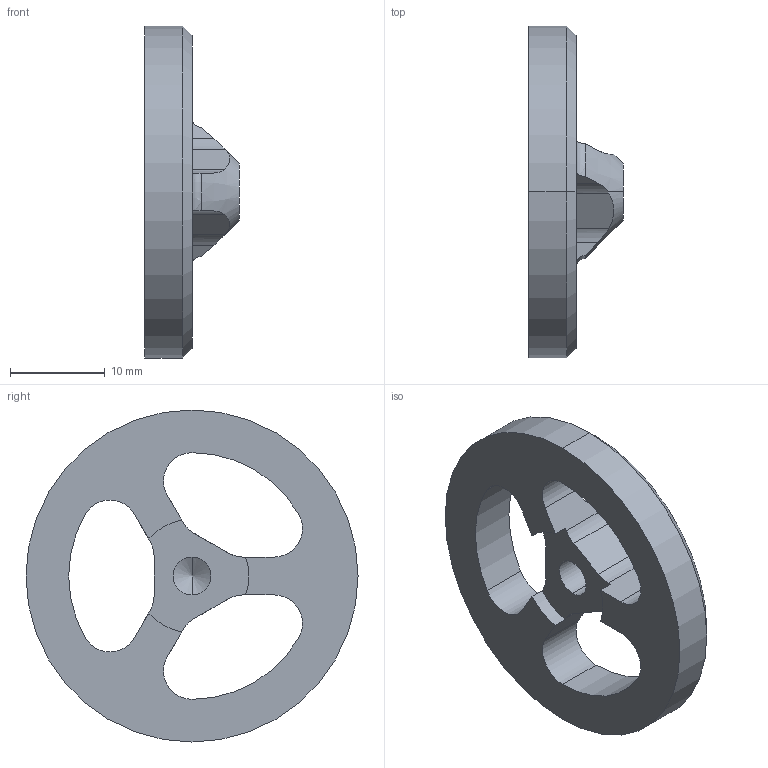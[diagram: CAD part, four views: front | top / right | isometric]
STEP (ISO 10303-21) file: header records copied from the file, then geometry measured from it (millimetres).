
FILE_DESCRIPTION (( 'STEP AP214' ), '1' );
FILE_NAME ('2020-015.STEP', '2020-04-06T12:53:55', ( '' ), ( '' ), 'SwSTEP 2.0', 'SolidWorks 2014', '' );
FILE_SCHEMA (( 'AUTOMOTIVE_DESIGN' ));
Length unit declared in the file: millimetre
Products named in the file (2): 2020-015
Bounding box: 10 x 35 x 35 mm (x, y, z)
Volume: 3214.9 mm3; surface area: 2509.6 mm2
Topology: 1 solids, 1 shells, 45 faces, 137 edges, 89 vertices
Faces by surface type: cylinder 23, plane 13, cone 6, torus 3
Entity records: 1687 total; most frequent: CARTESIAN_POINT 408, ORIENTED_EDGE 270, DIRECTION 256, EDGE_CURVE 135, AXIS2_PLACEMENT_3D 97, VERTEX_POINT 89, LINE 62, VECTOR 62
